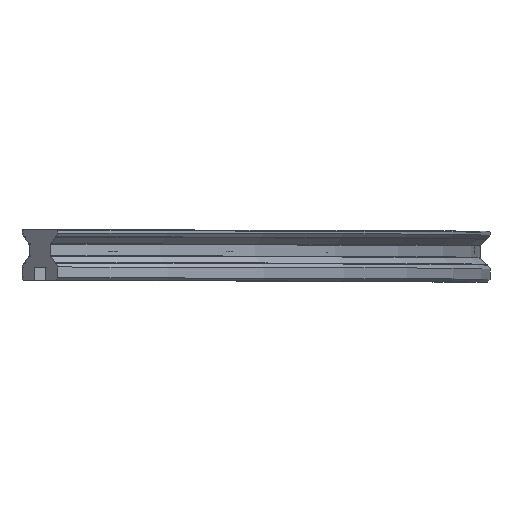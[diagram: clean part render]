
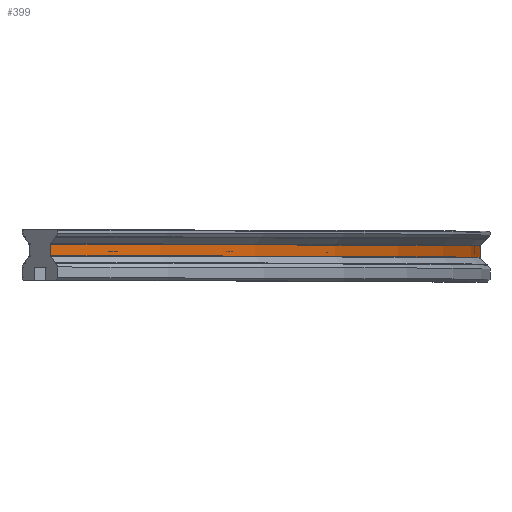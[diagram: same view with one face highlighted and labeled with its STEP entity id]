
A CAD part, top view. The second image highlights one B-rep face of the part: STEP entity #399.
In plain terms, the highlighted cylindrical face has radius 808.5 mm (diameter 1617 mm), a partial arc.
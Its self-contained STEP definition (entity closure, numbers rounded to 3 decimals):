
#20 = FACE_OUTER_BOUND ( 'NONE', #548, .T. ) ;
#127 = VECTOR ( 'NONE', #744, 1000. ) ;
#242 = VERTEX_POINT ( 'NONE', #1519 ) ;
#275 = ORIENTED_EDGE ( 'NONE', *, *, #1406, .T. ) ;
#333 = CARTESIAN_POINT ( 'NONE',  ( -228.304, 19.893, 571.696 ) ) ;
#399 = ADVANCED_FACE ( 'NONE', ( #20 ), #1932, .T. ) ;
#400 = VERTEX_POINT ( 'NONE', #333 ) ;
#429 = ORIENTED_EDGE ( 'NONE', *, *, #1177, .F. ) ;
#548 = EDGE_LOOP ( 'NONE', ( #429, #577, #275, #777 ) ) ;
#558 = DIRECTION ( 'NONE',  ( 0., 1., 0. ) ) ;
#577 = ORIENTED_EDGE ( 'NONE', *, *, #648, .F. ) ;
#584 = CARTESIAN_POINT ( 'NONE',  ( 8.5, 13.707, 0. ) ) ;
#648 = EDGE_CURVE ( 'NONE', #242, #400, #944, .T. ) ;
#708 = DIRECTION ( 'NONE',  ( 0., 1., 0. ) ) ;
#744 = DIRECTION ( 'NONE',  ( 0., 1., 0. ) ) ;
#777 = ORIENTED_EDGE ( 'NONE', *, *, #1953, .T. ) ;
#851 = CARTESIAN_POINT ( 'NONE',  ( -800., 0., 0. ) ) ;
#862 = LINE ( 'NONE', #1233, #127 ) ;
#878 = CIRCLE ( 'NONE', #1580, 808.5 ) ;
#944 = LINE ( 'NONE', #1475, #1426 ) ;
#1012 = DIRECTION ( 'NONE',  ( 0.707, 0., 0.707 ) ) ;
#1039 = DIRECTION ( 'NONE',  ( 0., 1., 0. ) ) ;
#1144 = DIRECTION ( 'NONE',  ( 0., 1., 0. ) ) ;
#1177 = EDGE_CURVE ( 'NONE', #400, #1428, #2123, .T. ) ;
#1233 = CARTESIAN_POINT ( 'NONE',  ( 8.5, 13.707, 0. ) ) ;
#1339 = CARTESIAN_POINT ( 'NONE',  ( -800., 19.893, 0. ) ) ;
#1406 = EDGE_CURVE ( 'NONE', #242, #2097, #878, .T. ) ;
#1426 = VECTOR ( 'NONE', #558, 1000. ) ;
#1428 = VERTEX_POINT ( 'NONE', #1900 ) ;
#1475 = CARTESIAN_POINT ( 'NONE',  ( -228.304, 13.707, 571.696 ) ) ;
#1499 = AXIS2_PLACEMENT_3D ( 'NONE', #851, #708, #1948 ) ;
#1519 = CARTESIAN_POINT ( 'NONE',  ( -228.304, 13.707, 571.696 ) ) ;
#1580 = AXIS2_PLACEMENT_3D ( 'NONE', #2067, #1039, #1012 ) ;
#1663 = DIRECTION ( 'NONE',  ( 0.707, 0., 0.707 ) ) ;
#1868 = AXIS2_PLACEMENT_3D ( 'NONE', #1339, #1144, #1663 ) ;
#1900 = CARTESIAN_POINT ( 'NONE',  ( 8.5, 19.893, 0. ) ) ;
#1932 = CYLINDRICAL_SURFACE ( 'NONE', #1499, 808.5 ) ;
#1948 = DIRECTION ( 'NONE',  ( 0., 0., 1. ) ) ;
#1953 = EDGE_CURVE ( 'NONE', #2097, #1428, #862, .T. ) ;
#2067 = CARTESIAN_POINT ( 'NONE',  ( -800., 13.707, 0. ) ) ;
#2097 = VERTEX_POINT ( 'NONE', #584 ) ;
#2123 = CIRCLE ( 'NONE', #1868, 808.5 ) ;
